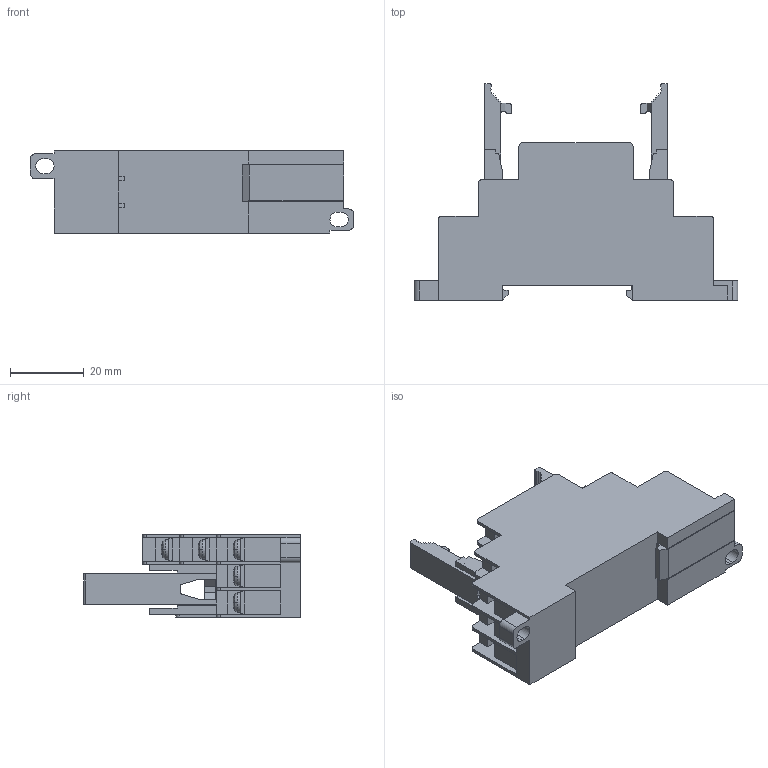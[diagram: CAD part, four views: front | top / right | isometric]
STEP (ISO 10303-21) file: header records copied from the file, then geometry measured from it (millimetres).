
FILE_DESCRIPTION (( 'STEP AP203' ), '1' );
FILE_NAME ('SF1V-4-07L_rev0.0.STEP', '2021-12-24T01:50:48', ( '' ), ( '' ), 'SwSTEP 2.0', 'SolidWorks 2019', '' );
FILE_SCHEMA (( 'CONFIG_CONTROL_DESIGN' ));
Length unit declared in the file: millimetre
Products named in the file (5): SF1V-CLAW_蹬怮椔; SF1V-4-07L_rev0.0; SF1V-$-61-LEVER_蹬怮椔; SF1V-4-07L-BODY_蹬怮椔; SF1V-4-61-BASE_蹬怮椔
Assembly tree (5 placements, depth 2):
  SF1V-4-07L_rev0.0
    SF1V-4-07L-BODY_蹬怮椔
    SF1V-4-61-BASE_蹬怮椔
    SF1V-$-61-LEVER_蹬怮椔  x2
    SF1V-CLAW_蹬怮椔
Bounding box: 88 x 58.9 x 22.4 mm (x, y, z)
Volume: 43946.2 mm3; surface area: 20712.1 mm2
Topology: 5 solids, 5 shells, 538 faces, 1490 edges, 972 vertices
Faces by surface type: plane 416, cylinder 62, bspline 40, cone 20
Entity records: 16170 total; most frequent: CARTESIAN_POINT 3358, ORIENTED_EDGE 2634, DIRECTION 2405, EDGE_CURVE 1317, LINE 1087, VECTOR 1087, VERTEX_POINT 872, AXIS2_PLACEMENT_3D 659
